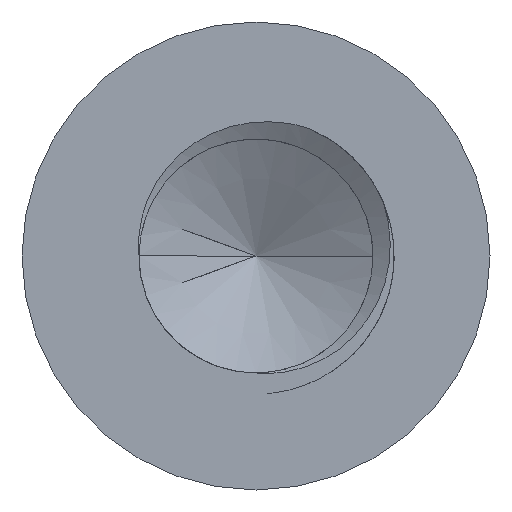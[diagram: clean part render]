
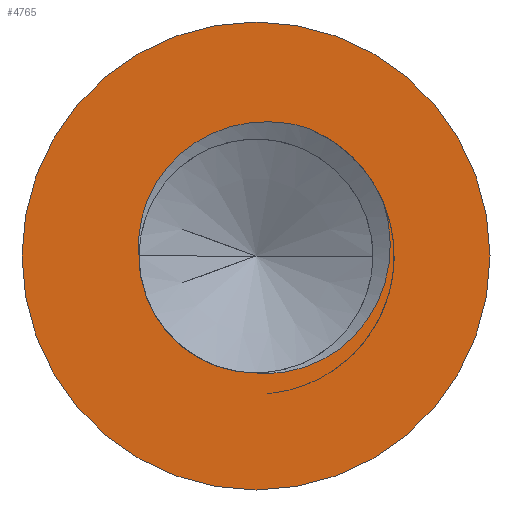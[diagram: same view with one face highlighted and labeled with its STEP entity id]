
A CAD part, left-side view. The second image highlights one B-rep face of the part: STEP entity #4765.
In plain terms, the highlighted planar face has unit normal (-1, 0, 0).
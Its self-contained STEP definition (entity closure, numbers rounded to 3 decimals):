
#142 = ORIENTED_EDGE ( 'NONE', *, *, #5119, .T. ) ;
#149 = CARTESIAN_POINT ( 'NONE',  ( -75., 0., 0. ) ) ;
#177 = CARTESIAN_POINT ( 'NONE',  ( -75., 2.83, 1.323 ) ) ;
#184 = CARTESIAN_POINT ( 'NONE',  ( -75., -1.355, 3.272 ) ) ;
#200 = VERTEX_POINT ( 'NONE', #3835 ) ;
#294 = VERTEX_POINT ( 'NONE', #4870 ) ;
#444 = DIRECTION ( 'NONE',  ( -1., 0., 0. ) ) ;
#464 = EDGE_LOOP ( 'NONE', ( #659, #3286, #835, #142 ) ) ;
#469 = AXIS2_PLACEMENT_3D ( 'NONE', #4508, #1398, #3656 ) ;
#496 = VERTEX_POINT ( 'NONE', #3680 ) ;
#558 = EDGE_CURVE ( 'NONE', #1978, #200, #3701, .T. ) ;
#652 = CARTESIAN_POINT ( 'NONE',  ( -75., -3.446, 0.029 ) ) ;
#659 = ORIENTED_EDGE ( 'NONE', *, *, #2995, .T. ) ;
#667 = CARTESIAN_POINT ( 'NONE',  ( -75., 0.887, 3.244 ) ) ;
#673 = CARTESIAN_POINT ( 'NONE',  ( -75., -3.094, 1.785 ) ) ;
#742 = CARTESIAN_POINT ( 'NONE',  ( -75., 0., -3. ) ) ;
#810 = DIRECTION ( 'NONE',  ( 0., 1., 0. ) ) ;
#835 = ORIENTED_EDGE ( 'NONE', *, *, #558, .T. ) ;
#878 = FACE_OUTER_BOUND ( 'NONE', #5086, .T. ) ;
#897 = VERTEX_POINT ( 'NONE', #4018 ) ;
#931 = CARTESIAN_POINT ( 'NONE',  ( -75., 3., 0. ) ) ;
#987 = DIRECTION ( 'NONE',  ( 0., 1., 0. ) ) ;
#1041 = CARTESIAN_POINT ( 'NONE',  ( -75., 3., 0. ) ) ;
#1099 = CARTESIAN_POINT ( 'NONE',  ( -75., 1.493, 2.96 ) ) ;
#1176 = CARTESIAN_POINT ( 'NONE',  ( -75., -2.041, -2.458 ) ) ;
#1272 = ORIENTED_EDGE ( 'NONE', *, *, #3457, .F. ) ;
#1321 = B_SPLINE_CURVE_WITH_KNOTS ( 'NONE', 3,
 ( #184, #3766, #4163, #3678, #673, #3796 ),
 .UNSPECIFIED., .F., .F.,
 ( 4, 2, 4 ),
 ( 0., 0.001, 0.003 ),
 .UNSPECIFIED. ) ;
#1362 = PLANE ( 'NONE',  #1757 ) ;
#1398 = DIRECTION ( 'NONE',  ( 1., 0., 0. ) ) ;
#1442 = CARTESIAN_POINT ( 'NONE',  ( -75., 2.942, 0.934 ) ) ;
#1503 = CARTESIAN_POINT ( 'NONE',  ( -75., 2.782, 1.448 ) ) ;
#1529 = CARTESIAN_POINT ( 'NONE',  ( -75., 3.024, 0.27 ) ) ;
#1544 = CARTESIAN_POINT ( 'NONE',  ( -75., -2.456, -2.123 ) ) ;
#1577 = CARTESIAN_POINT ( 'NONE',  ( -75., -0.541, -3.012 ) ) ;
#1606 = CARTESIAN_POINT ( 'NONE',  ( -75., -3.272, 1.355 ) ) ;
#1756 = CARTESIAN_POINT ( 'NONE',  ( -75., -0.27, -3.024 ) ) ;
#1757 = AXIS2_PLACEMENT_3D ( 'NONE', #931, #444, #2664 ) ;
#1958 = CARTESIAN_POINT ( 'NONE',  ( -75., 2.613, 1.812 ) ) ;
#1978 = VERTEX_POINT ( 'NONE', #4627 ) ;
#1983 = CARTESIAN_POINT ( 'NONE',  ( -75., 0.368, 3.387 ) ) ;
#2001 = CARTESIAN_POINT ( 'NONE',  ( -75., -1.694, -2.668 ) ) ;
#2046 = CARTESIAN_POINT ( 'NONE',  ( -75., -1.355, 3.272 ) ) ;
#2150 = EDGE_CURVE ( 'NONE', #897, #294, #5544, .T. ) ;
#2314 = CARTESIAN_POINT ( 'NONE',  ( -75., 2.91, 1.066 ) ) ;
#2411 = CARTESIAN_POINT ( 'NONE',  ( -75., -3.367, -0.5 ) ) ;
#2427 = CARTESIAN_POINT ( 'NONE',  ( -75., 0.758, 3.288 ) ) ;
#2664 = DIRECTION ( 'NONE',  ( 0., -1., 0. ) ) ;
#2840 = CARTESIAN_POINT ( 'NONE',  ( -75., -3.355, 1.097 ) ) ;
#2869 = CARTESIAN_POINT ( 'NONE',  ( -75., -2.643, -1.924 ) ) ;
#2921 = CARTESIAN_POINT ( 'NONE',  ( -75., -3.272, 1.355 ) ) ;
#2937 = CARTESIAN_POINT ( 'NONE',  ( -75., 0., 0. ) ) ;
#2995 = EDGE_CURVE ( 'NONE', #496, #4412, #1321, .T. ) ;
#3038 = B_SPLINE_CURVE_WITH_KNOTS ( 'NONE', 3,
 ( #1041, #1529, #5497, #1442, #2314, #177, #1503, #1958, #3736, #3295, #5064, #1099, #4623, #667, #2427, #4185, #1983, #5653, #3881, #4654, #3386, #2046 ),
 .UNSPECIFIED., .F., .F.,
 ( 4, 2, 2, 2, 2, 2, 2, 2, 2, 2, 4 ),
 ( 0., 0.001, 0.001, 0.002, 0.002, 0.003, 0.004, 0.004, 0.005, 0.006, 0.006 ),
 .UNSPECIFIED. ) ;
#3102 = FACE_BOUND ( 'NONE', #464, .T. ) ;
#3286 = ORIENTED_EDGE ( 'NONE', *, *, #5695, .T. ) ;
#3295 = CARTESIAN_POINT ( 'NONE',  ( -75., 2.124, 2.455 ) ) ;
#3311 = B_SPLINE_CURVE_WITH_KNOTS ( 'NONE', 3,
 ( #1606, #2840, #5513, #4607, #652, #2411, #4172, #3753, #3370, #2869, #1544, #3314, #1176, #5081, #2001, #3776, #5541, #1577, #1756, #742 ),
 .UNSPECIFIED., .F., .F.,
 ( 4, 2, 2, 2, 2, 2, 2, 2, 2, 4 ),
 ( 0., 0.001, 0.002, 0.002, 0.003, 0.004, 0.004, 0.005, 0.006, 0.006 ),
 .UNSPECIFIED. ) ;
#3314 = CARTESIAN_POINT ( 'NONE',  ( -75., -2.148, -2.38 ) ) ;
#3370 = CARTESIAN_POINT ( 'NONE',  ( -75., -2.96, -1.492 ) ) ;
#3386 = CARTESIAN_POINT ( 'NONE',  ( -75., -1.098, 3.355 ) ) ;
#3457 = EDGE_CURVE ( 'NONE', #294, #897, #5546, .T. ) ;
#3656 = DIRECTION ( 'NONE',  ( 0., 1., 0. ) ) ;
#3678 = CARTESIAN_POINT ( 'NONE',  ( -75., -2.831, 2.178 ) ) ;
#3680 = CARTESIAN_POINT ( 'NONE',  ( -75., -1.355, 3.272 ) ) ;
#3701 = CIRCLE ( 'NONE', #469, 3. ) ;
#3736 = CARTESIAN_POINT ( 'NONE',  ( -75., 2.467, 2.043 ) ) ;
#3753 = CARTESIAN_POINT ( 'NONE',  ( -75., -3.091, -1.259 ) ) ;
#3766 = CARTESIAN_POINT ( 'NONE',  ( -75., -1.785, 3.094 ) ) ;
#3776 = CARTESIAN_POINT ( 'NONE',  ( -75., -1.328, -2.837 ) ) ;
#3796 = CARTESIAN_POINT ( 'NONE',  ( -75., -3.272, 1.355 ) ) ;
#3835 = CARTESIAN_POINT ( 'NONE',  ( -75., 3., 0. ) ) ;
#3847 = DIRECTION ( 'NONE',  ( 1., 0., 0. ) ) ;
#3881 = CARTESIAN_POINT ( 'NONE',  ( -75., -0.301, 3.453 ) ) ;
#4018 = CARTESIAN_POINT ( 'NONE',  ( -75., -6., 0. ) ) ;
#4163 = CARTESIAN_POINT ( 'NONE',  ( -75., -2.174, 2.834 ) ) ;
#4172 = CARTESIAN_POINT ( 'NONE',  ( -75., -3.297, -0.758 ) ) ;
#4185 = CARTESIAN_POINT ( 'NONE',  ( -75., 0.499, 3.359 ) ) ;
#4237 = AXIS2_PLACEMENT_3D ( 'NONE', #149, #5496, #987 ) ;
#4412 = VERTEX_POINT ( 'NONE', #2921 ) ;
#4439 = ORIENTED_EDGE ( 'NONE', *, *, #2150, .F. ) ;
#4508 = CARTESIAN_POINT ( 'NONE',  ( -75., 0., 0. ) ) ;
#4607 = CARTESIAN_POINT ( 'NONE',  ( -75., -3.453, 0.302 ) ) ;
#4623 = CARTESIAN_POINT ( 'NONE',  ( -75., 1.26, 3.09 ) ) ;
#4627 = CARTESIAN_POINT ( 'NONE',  ( -75., 0., -3. ) ) ;
#4654 = CARTESIAN_POINT ( 'NONE',  ( -75., -0.835, 3.408 ) ) ;
#4765 = ADVANCED_FACE ( 'NONE', ( #878, #3102 ), #1362, .T. ) ;
#4812 = AXIS2_PLACEMENT_3D ( 'NONE', #2937, #3847, #810 ) ;
#4870 = CARTESIAN_POINT ( 'NONE',  ( -75., 6., 0. ) ) ;
#5064 = CARTESIAN_POINT ( 'NONE',  ( -75., 1.928, 2.64 ) ) ;
#5081 = CARTESIAN_POINT ( 'NONE',  ( -75., -1.814, -2.602 ) ) ;
#5086 = EDGE_LOOP ( 'NONE', ( #1272, #4439 ) ) ;
#5119 = EDGE_CURVE ( 'NONE', #200, #496, #3038, .T. ) ;
#5496 = DIRECTION ( 'NONE',  ( 1., 0., 0. ) ) ;
#5497 = CARTESIAN_POINT ( 'NONE',  ( -75., 3.012, 0.537 ) ) ;
#5513 = CARTESIAN_POINT ( 'NONE',  ( -75., -3.408, 0.835 ) ) ;
#5541 = CARTESIAN_POINT ( 'NONE',  ( -75., -1.073, -2.918 ) ) ;
#5544 = CIRCLE ( 'NONE', #4237, 6. ) ;
#5546 = CIRCLE ( 'NONE', #4812, 6. ) ;
#5653 = CARTESIAN_POINT ( 'NONE',  ( -75., -0.028, 3.446 ) ) ;
#5695 = EDGE_CURVE ( 'NONE', #4412, #1978, #3311, .T. ) ;
